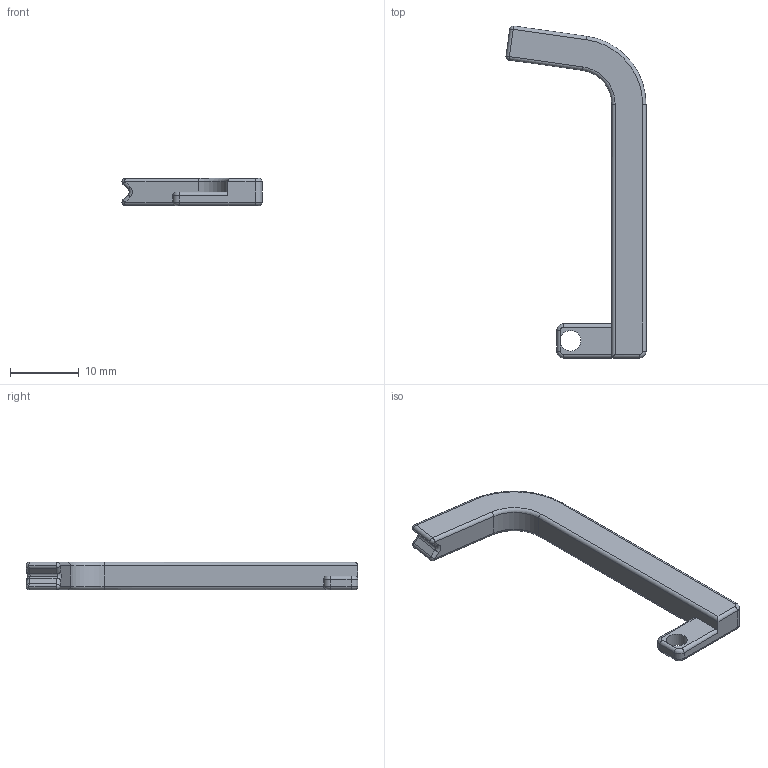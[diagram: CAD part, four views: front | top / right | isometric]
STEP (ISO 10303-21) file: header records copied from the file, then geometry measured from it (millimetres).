
FILE_DESCRIPTION (( 'STEP AP203' ), '1' );
FILE_NAME ('拸謐裝_B.STEP', '2024-04-19T13:00:04', ( '' ), ( '' ), 'SwSTEP 2.0', 'SolidWorks 2020', '' );
FILE_SCHEMA (( 'CONFIG_CONTROL_DESIGN' ));
Length unit declared in the file: millimetre
Products named in the file (1): 拸謐裝_B
Bounding box: 20.42 x 48.41 x 4 mm (x, y, z)
Volume: 1220.5 mm3; surface area: 1150.7 mm2
Topology: 1 solids, 1 shells, 61 faces, 144 edges, 81 vertices
Faces by surface type: cylinder 32, torus 13, plane 12, sphere 4
Entity records: 1785 total; most frequent: DIRECTION 336, CARTESIAN_POINT 287, ORIENTED_EDGE 280, EDGE_CURVE 140, AXIS2_PLACEMENT_3D 136, VERTEX_POINT 79, CIRCLE 74, LINE 64
